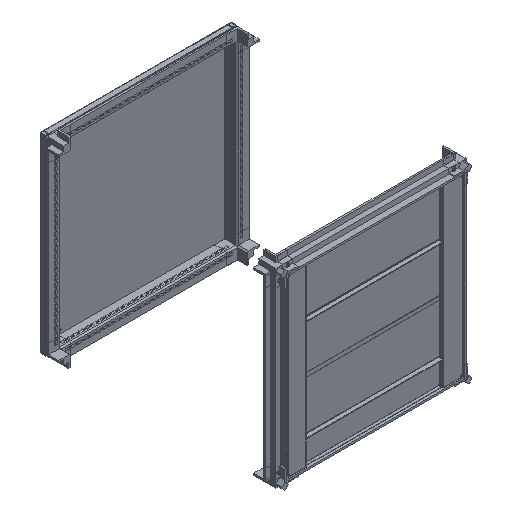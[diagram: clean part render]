
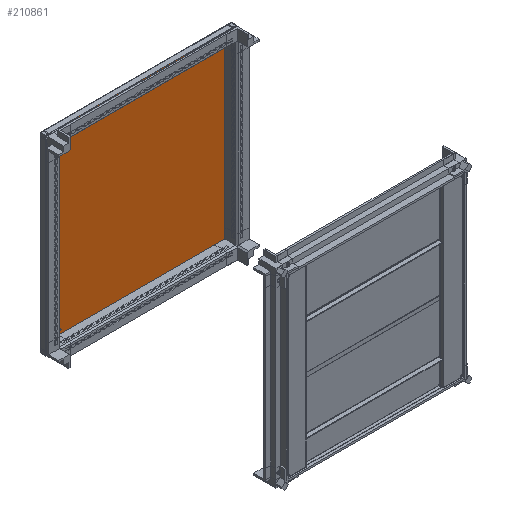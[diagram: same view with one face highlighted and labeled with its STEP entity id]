
A CAD part, isometric view. The second image highlights one B-rep face of the part: STEP entity #210861.
In plain terms, the highlighted planar face has unit normal (0, -1, 0).
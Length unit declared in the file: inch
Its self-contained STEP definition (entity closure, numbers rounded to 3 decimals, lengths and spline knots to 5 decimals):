
#1931 = EDGE_CURVE ( 'NONE', #188854, #188854, #185089, .T. ) ;
#2212 = EDGE_CURVE ( 'NONE', #93406, #93406, #46630, .T. ) ;
#2254 = CARTESIAN_POINT ( 'NONE',  ( -14.94087, 36.50474, -14.94087 ) ) ;
#2437 = AXIS2_PLACEMENT_3D ( 'NONE', #223767, #150675, #56358 ) ;
#4600 = LINE ( 'NONE', #113743, #161725 ) ;
#7226 = ORIENTED_EDGE ( 'NONE', *, *, #220192, .T. ) ;
#11227 = CARTESIAN_POINT ( 'NONE',  ( 14.94087, 36.50474, 0. ) ) ;
#17354 = EDGE_CURVE ( 'NONE', #178000, #112257, #89454, .T. ) ;
#21456 = CARTESIAN_POINT ( 'NONE',  ( -14.71457, 36.50474, 14.44882 ) ) ;
#22825 = EDGE_LOOP ( 'NONE', ( #7226 ) ) ;
#25538 = CARTESIAN_POINT ( 'NONE',  ( 14.18307, 36.50474, 14.44882 ) ) ;
#28909 = EDGE_CURVE ( 'NONE', #112257, #205869, #115486, .T. ) ;
#30981 = AXIS2_PLACEMENT_3D ( 'NONE', #116455, #153637, #189610 ) ;
#33902 = VERTEX_POINT ( 'NONE', #149196 ) ;
#38568 = VECTOR ( 'NONE', #55778, 39.37008 ) ;
#39995 = CARTESIAN_POINT ( 'NONE',  ( -14.71457, 36.50474, -14.44882 ) ) ;
#44794 = AXIS2_PLACEMENT_3D ( 'NONE', #211853, #78093, #151280 ) ;
#46630 = CIRCLE ( 'NONE', #30981, 0.26575 ) ;
#49896 = CIRCLE ( 'NONE', #2437, 0.26575 ) ;
#53468 = EDGE_LOOP ( 'NONE', ( #113224 ) ) ;
#55778 = DIRECTION ( 'NONE',  ( -1., 0., 0. ) ) ;
#55788 = EDGE_LOOP ( 'NONE', ( #132907 ) ) ;
#56358 = DIRECTION ( 'NONE',  ( -1., 0., 0. ) ) ;
#56800 = CIRCLE ( 'NONE', #44794, 0.26575 ) ;
#58923 = FACE_OUTER_BOUND ( 'NONE', #161410, .T. ) ;
#64592 = CARTESIAN_POINT ( 'NONE',  ( -14.94087, 36.50474, 14.94087 ) ) ;
#66684 = AXIS2_PLACEMENT_3D ( 'NONE', #149598, #132179, #113610 ) ;
#69698 = EDGE_CURVE ( 'NONE', #205869, #201664, #4600, .T. ) ;
#74634 = ORIENTED_EDGE ( 'NONE', *, *, #2212, .T. ) ;
#75118 = PLANE ( 'NONE',  #66684 ) ;
#77593 = FACE_BOUND ( 'NONE', #55788, .T. ) ;
#78093 = DIRECTION ( 'NONE',  ( 0., 1., 0. ) ) ;
#86664 = VECTOR ( 'NONE', #86832, 39.37008 ) ;
#86832 = DIRECTION ( 'NONE',  ( 0., 0., 1. ) ) ;
#87945 = ORIENTED_EDGE ( 'NONE', *, *, #17354, .T. ) ;
#89454 = LINE ( 'NONE', #203369, #38568 ) ;
#92652 = EDGE_CURVE ( 'NONE', #197751, #197751, #49896, .T. ) ;
#93406 = VERTEX_POINT ( 'NONE', #39995 ) ;
#95125 = DIRECTION ( 'NONE',  ( 1., 0., 0. ) ) ;
#102962 = ORIENTED_EDGE ( 'NONE', *, *, #69698, .T. ) ;
#111824 = CARTESIAN_POINT ( 'NONE',  ( 14.94087, 36.50474, -14.94087 ) ) ;
#112257 = VERTEX_POINT ( 'NONE', #64592 ) ;
#112368 = FACE_BOUND ( 'NONE', #206309, .T. ) ;
#113224 = ORIENTED_EDGE ( 'NONE', *, *, #92652, .T. ) ;
#113610 = DIRECTION ( 'NONE',  ( 1., 0., 0. ) ) ;
#113634 = DIRECTION ( 'NONE',  ( 0., 1., 0. ) ) ;
#113743 = CARTESIAN_POINT ( 'NONE',  ( 0., 36.50474, -14.94087 ) ) ;
#115486 = LINE ( 'NONE', #192326, #152049 ) ;
#116455 = CARTESIAN_POINT ( 'NONE',  ( -14.44882, 36.50474, -14.44882 ) ) ;
#124113 = LINE ( 'NONE', #11227, #86664 ) ;
#129283 = EDGE_CURVE ( 'NONE', #201664, #178000, #124113, .T. ) ;
#132179 = DIRECTION ( 'NONE',  ( 0., -1., 0. ) ) ;
#132907 = ORIENTED_EDGE ( 'NONE', *, *, #1931, .T. ) ;
#133439 = FACE_BOUND ( 'NONE', #22825, .T. ) ;
#133786 = AXIS2_PLACEMENT_3D ( 'NONE', #171908, #113634, #188048 ) ;
#136305 = CARTESIAN_POINT ( 'NONE',  ( 14.94087, 36.50474, 14.94087 ) ) ;
#138957 = DIRECTION ( 'NONE',  ( 0., 0., -1. ) ) ;
#146593 = ORIENTED_EDGE ( 'NONE', *, *, #129283, .T. ) ;
#149196 = CARTESIAN_POINT ( 'NONE',  ( 14.18307, 36.50474, -14.44882 ) ) ;
#149598 = CARTESIAN_POINT ( 'NONE',  ( 0., 36.50474, 0. ) ) ;
#150675 = DIRECTION ( 'NONE',  ( 0., 1., 0. ) ) ;
#151280 = DIRECTION ( 'NONE',  ( -1., 0., 0. ) ) ;
#152049 = VECTOR ( 'NONE', #138957, 39.37008 ) ;
#153637 = DIRECTION ( 'NONE',  ( 0., 1., 0. ) ) ;
#161410 = EDGE_LOOP ( 'NONE', ( #146593, #87945, #169238, #102962 ) ) ;
#161725 = VECTOR ( 'NONE', #95125, 39.37008 ) ;
#169238 = ORIENTED_EDGE ( 'NONE', *, *, #28909, .T. ) ;
#171908 = CARTESIAN_POINT ( 'NONE',  ( -14.44882, 36.50474, 14.44882 ) ) ;
#178000 = VERTEX_POINT ( 'NONE', #136305 ) ;
#185089 = CIRCLE ( 'NONE', #133786, 0.26575 ) ;
#188048 = DIRECTION ( 'NONE',  ( -1., 0., 0. ) ) ;
#188854 = VERTEX_POINT ( 'NONE', #21456 ) ;
#189610 = DIRECTION ( 'NONE',  ( -1., 0., 0. ) ) ;
#192326 = CARTESIAN_POINT ( 'NONE',  ( -14.94087, 36.50474, 0. ) ) ;
#197751 = VERTEX_POINT ( 'NONE', #25538 ) ;
#201664 = VERTEX_POINT ( 'NONE', #111824 ) ;
#203369 = CARTESIAN_POINT ( 'NONE',  ( 0., 36.50474, 14.94087 ) ) ;
#205869 = VERTEX_POINT ( 'NONE', #2254 ) ;
#206309 = EDGE_LOOP ( 'NONE', ( #74634 ) ) ;
#207666 = FACE_BOUND ( 'NONE', #53468, .T. ) ;
#210861 = ADVANCED_FACE ( 'NONE', ( #58923, #133439, #207666, #112368, #77593 ), #75118, .T. ) ;
#211853 = CARTESIAN_POINT ( 'NONE',  ( 14.44882, 36.50474, -14.44882 ) ) ;
#220192 = EDGE_CURVE ( 'NONE', #33902, #33902, #56800, .T. ) ;
#223767 = CARTESIAN_POINT ( 'NONE',  ( 14.44882, 36.50474, 14.44882 ) ) ;
